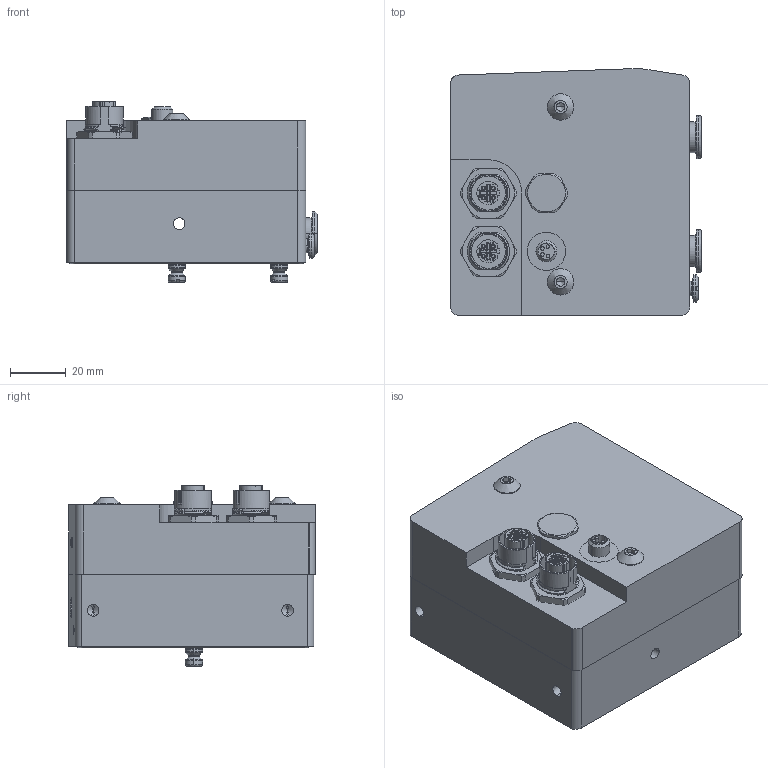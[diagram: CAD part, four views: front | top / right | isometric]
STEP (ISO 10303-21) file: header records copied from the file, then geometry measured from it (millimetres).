
FILE_DESCRIPTION (( 'STEP AP214' ), '1' );
FILE_NAME ('CMV-E2X-4X.step', '2017-04-05T19:56:33', ( '' ), ( '' ), 'SwSTEP 2.0', 'SolidWorks 2017', '' );
FILE_SCHEMA (( 'AUTOMOTIVE_DESIGN' ));
Length unit declared in the file: millimetre
Products named in the file (1): CMV-E2X-4X
Bounding box: 90.3 x 88.79 x 64.95 mm (x, y, z)
Volume: 362014.8 mm3; surface area: 67394.5 mm2
Topology: 21 solids, 34 shells, 2240 faces, 5937 edges, 3786 vertices
Faces by surface type: plane 860, cylinder 680, bspline 460, cone 214, torus 26
Entity records: 88081 total; most frequent: CARTESIAN_POINT 30776, ORIENTED_EDGE 11722, DIRECTION 9882, EDGE_CURVE 5861, VERTEX_POINT 3786, AXIS2_PLACEMENT_3D 3642, VECTOR 2598, LINE 2598
